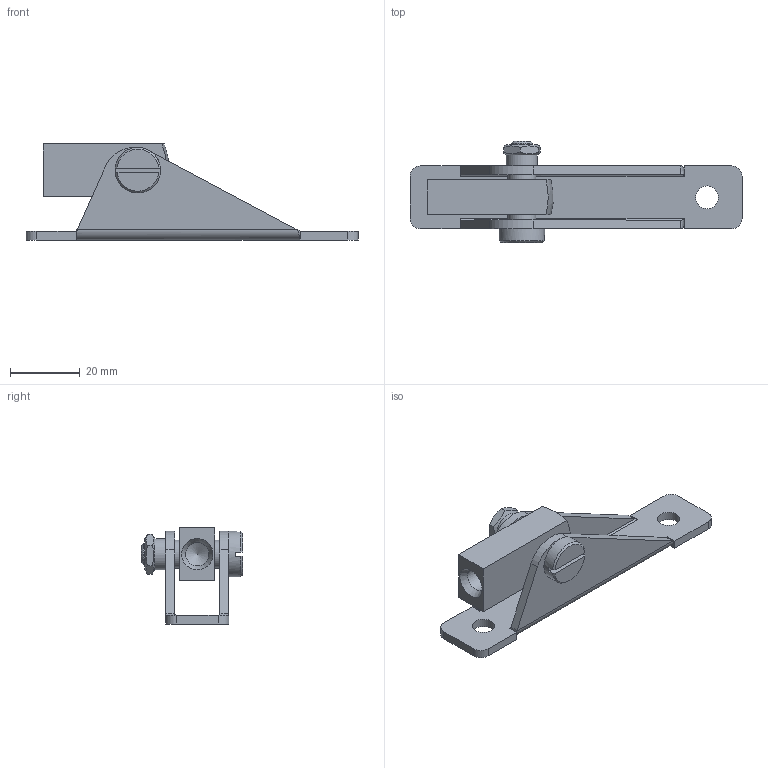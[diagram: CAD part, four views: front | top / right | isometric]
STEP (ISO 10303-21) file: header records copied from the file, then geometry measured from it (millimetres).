
FILE_DESCRIPTION(('FreeCAD Model'),'2;1');
FILE_NAME('Eye (27mm) and bearing shoe 8 and 10mm rod.stp','2016-02-23T21:51:39',('Author'),(''), 'Open CASCADE STEP processor 6.8','FreeCAD','Unknown');
FILE_SCHEMA(('AUTOMOTIVE_DESIGN_CC2 { 1 2 10303 214 -1 1 5 4 }'));
Length unit declared in the file: millimetre
Products named in the file (4): Baugruppe2; BC006; BC005; BC04
Bounding box: 95 x 29 x 27.5 mm (x, y, z)
Volume: 14138.4 mm3; surface area: 11183.3 mm2
Topology: 4 solids, 4 shells, 86 faces, 211 edges, 135 vertices
Faces by surface type: plane 49, cylinder 21, cone 11, bspline 4, sphere 1
Full cylindrical faces by diameter (mm): 4.917 x1, 6 x1, 6.3 x2, 6.5 x2, 6.647 x1, 8 x1, 8.1 x1, 8.9 x1, 13 x1
Entity records: 8358 total; most frequent: CARTESIAN_POINT 4366, DIRECTION 637, ORIENTED_EDGE 420, PCURVE 420, DEFINITIONAL_REPRESENTATION 420, LINE 338, VECTOR 338, EDGE_CURVE 210
